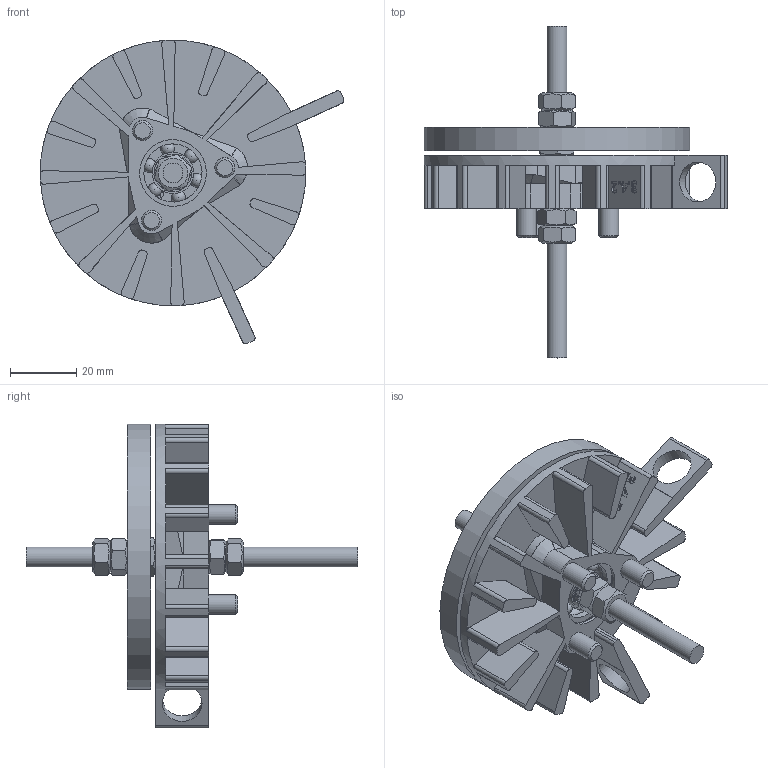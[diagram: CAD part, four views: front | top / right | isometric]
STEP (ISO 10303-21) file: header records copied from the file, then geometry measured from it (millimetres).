
FILE_DESCRIPTION(/* description */ (''),/* implementation_level */ '2;1');
FILE_NAME(/* name */ 'PancakeGenerator.stp',/* time_stamp */ '2025-04-24T16:20:03+02:00',/* author */ ('Maximilian Hock'),/* organization */ (''),/* preprocessor_version */ 'ST-DEVELOPER v20',/* originating_system */ 'Autodesk Inventor 2024',/* authorisation */ '');
FILE_SCHEMA (('AUTOMOTIVE_DESIGN { 1 0 10303 214 3 1 1 }'));
Length unit declared in the file: millimetre
Products named in the file (8): PancakeGeneratorAlt; Axle; SKF608; PancakeBearingAdapter; PancakeRotor; ISO 4017 - M6 x 20; PancakeStator; ISO 4032 - M6
Assembly tree (14 placements, depth 2):
  PancakeGeneratorAlt
    SKF608  x2
    Axle
    ISO 4032 - M6  x5
    PancakeBearingAdapter
    PancakeRotor
    ISO 4017 - M6 x 20  x3
    PancakeStator
Bounding box: 91.47 x 100 x 91.47 mm (x, y, z)
Volume: 68217.9 mm3; surface area: 48264.6 mm2
Topology: 14 solids, 14 shells, 702 faces, 1907 edges, 1253 vertices
Faces by surface type: plane 375, cylinder 143, bspline 86, cone 54, torus 32, sphere 12
Full cylindrical faces by diameter (mm): 4.917 x5, 6 x5, 6.1 x4, 7 x16, 8 x2, 8.88 x3, 10.1 x16, 11.38 x1, 12 x2, 12.48 x4, 17.52 x4, 20.1 x1, 22 x2, 22.1 x1, 80 x1
Entity records: 20256 total; most frequent: CARTESIAN_POINT 5576, ORIENTED_EDGE 3154, DIRECTION 2718, EDGE_CURVE 1577, VERTEX_POINT 1049, AXIS2_PLACEMENT_3D 917, LINE 884, VECTOR 884
